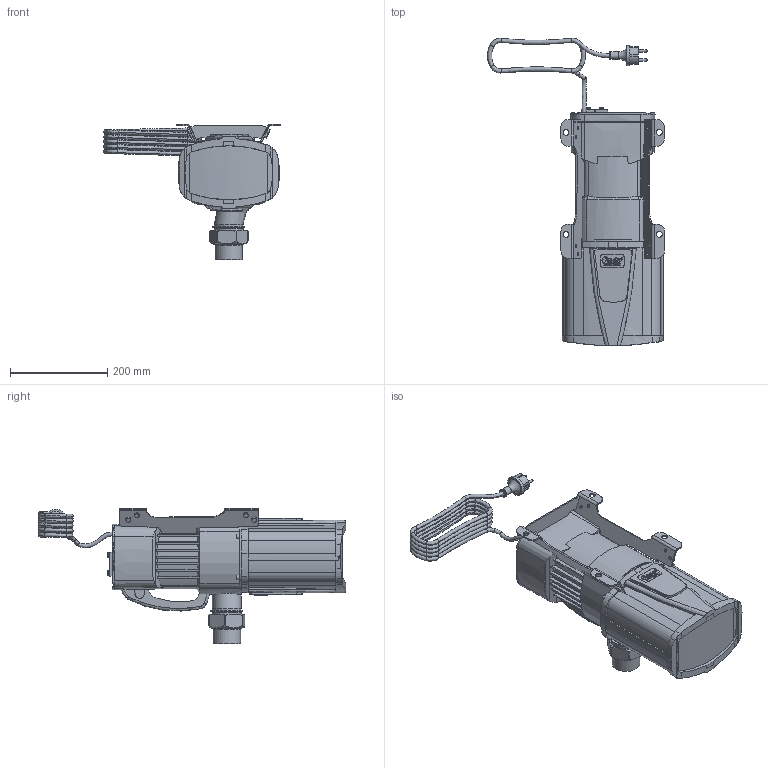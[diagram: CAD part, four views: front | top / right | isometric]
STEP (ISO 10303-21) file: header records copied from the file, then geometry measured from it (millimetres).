
FILE_DESCRIPTION(/* description */ (''),/* implementation_level */ '2;1');
FILE_NAME(/* name */ '40758_Varionaut 270_neu.stp',/* time_stamp */ '2016-04-08T10:42:22+02:00',/* author */ ('guzb562'),/* organization */ (''),/* preprocessor_version */ 'ST-DEVELOPER v16.1',/* originating_system */ 'Autodesk Inventor 2016',/* authorisation */ '');
FILE_SCHEMA (('AUTOMOTIVE_DESIGN { 1 0 10303 214 3 1 1 }'));
Products named in the file (6): 40758_Filter Varionaut 270; 40758_varionaut 270; 30068_kabel; stecker; Adapter2zoll; 40758_Varionaut 270_1
Assembly tree (5 placements, depth 2):
  40758_Varionaut 270_1
    40758_Filter Varionaut 270
    40758_varionaut 270
    30068_kabel
    stecker
    Adapter2zoll
Bounding box: 363.74 x 632.3 x 278.5 mm (x, y, z)
Volume: 7760701.4 mm3; surface area: 728241 mm2
Topology: 6 solids, 6 shells, 1368 faces, 3711 edges, 2449 vertices
Faces by surface type: plane 892, cylinder 287, bspline 159, torus 16, cone 14
Full cylindrical faces by diameter (mm): 4.967 x1, 5 x3, 6.4 x8, 7 x4, 7.1 x4, 9.168 x2, 9.333 x1, 9.47 x2, 9.521 x1, 9.745 x2, 10 x4, 10.025 x1, 10.168 x2, 10.195 x1, 12 x4, 15.169 x1, 17 x1, 21.605 x1, 41.393 x1, 48.3 x1, 49.391 x1, 50.686 x1, 51.875 x1, 56.198 x1, 56.541 x1, 57.161 x1, 59.205 x2, 59.643 x1, 60.3 x1, 65.971 x1
Entity records: 62685 total; most frequent: CARTESIAN_POINT 28740, ORIENTED_EDGE 7268, DIRECTION 6262, EDGE_CURVE 3633, LINE 2492, VECTOR 2492, VERTEX_POINT 2441, AXIS2_PLACEMENT_3D 1885
